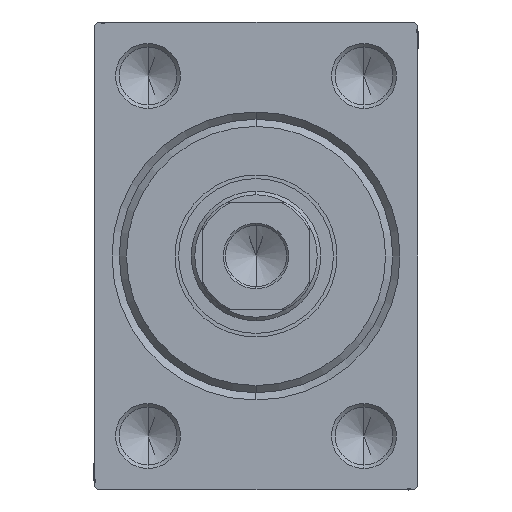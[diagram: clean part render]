
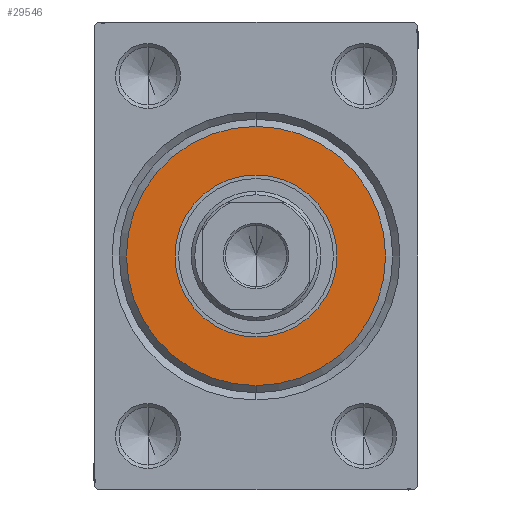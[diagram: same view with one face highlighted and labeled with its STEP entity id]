
A CAD part, left-side view. The second image highlights one B-rep face of the part: STEP entity #29546.
In plain terms, the highlighted face is planar.
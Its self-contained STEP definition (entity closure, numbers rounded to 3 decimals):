
#272 = EDGE_CURVE ( 'NONE', #30673, #11305, #22341, .T. ) ;
#1122 = DIRECTION ( 'NONE',  ( 0., 0., -1. ) ) ;
#1871 = DIRECTION ( 'NONE',  ( 0., 0., -1. ) ) ;
#2019 = CARTESIAN_POINT ( 'NONE',  ( 3., 0., 0. ) ) ;
#2667 = CIRCLE ( 'NONE', #27988, 11.25 ) ;
#2843 = AXIS2_PLACEMENT_3D ( 'NONE', #8366, #15624, #25792 ) ;
#3009 = CARTESIAN_POINT ( 'NONE',  ( 3., 0., 18. ) ) ;
#3686 = DIRECTION ( 'NONE',  ( 0., 0., -1. ) ) ;
#4375 = CARTESIAN_POINT ( 'NONE',  ( 3., 0., 0. ) ) ;
#4595 = ORIENTED_EDGE ( 'NONE', *, *, #18080, .F. ) ;
#4909 = CARTESIAN_POINT ( 'NONE',  ( 3., 0., 11.25 ) ) ;
#5419 = FACE_OUTER_BOUND ( 'NONE', #32688, .T. ) ;
#6142 = CIRCLE ( 'NONE', #30716, 18. ) ;
#7225 = AXIS2_PLACEMENT_3D ( 'NONE', #2019, #29414, #1122 ) ;
#7995 = ORIENTED_EDGE ( 'NONE', *, *, #272, .F. ) ;
#8366 = CARTESIAN_POINT ( 'NONE',  ( 3., 0., 0. ) ) ;
#8453 = VERTEX_POINT ( 'NONE', #11396 ) ;
#11068 = VERTEX_POINT ( 'NONE', #3009 ) ;
#11305 = VERTEX_POINT ( 'NONE', #19049 ) ;
#11396 = CARTESIAN_POINT ( 'NONE',  ( 3., 0., -18. ) ) ;
#15152 = PLANE ( 'NONE',  #7225 ) ;
#15624 = DIRECTION ( 'NONE',  ( 1., 0., 0. ) ) ;
#15839 = FACE_BOUND ( 'NONE', #35532, .T. ) ;
#17946 = DIRECTION ( 'NONE',  ( 1., 0., 0. ) ) ;
#18080 = EDGE_CURVE ( 'NONE', #11305, #30673, #2667, .T. ) ;
#19049 = CARTESIAN_POINT ( 'NONE',  ( 3., 0., -11.25 ) ) ;
#19949 = ORIENTED_EDGE ( 'NONE', *, *, #43554, .T. ) ;
#22341 = CIRCLE ( 'NONE', #2843, 11.25 ) ;
#22932 = ORIENTED_EDGE ( 'NONE', *, *, #39807, .T. ) ;
#24293 = CARTESIAN_POINT ( 'NONE',  ( 3., 0., 0. ) ) ;
#25792 = DIRECTION ( 'NONE',  ( 0., 0., -1. ) ) ;
#25859 = DIRECTION ( 'NONE',  ( 1., 0., 0. ) ) ;
#27988 = AXIS2_PLACEMENT_3D ( 'NONE', #31539, #17946, #28140 ) ;
#28140 = DIRECTION ( 'NONE',  ( 0., 0., -1. ) ) ;
#29414 = DIRECTION ( 'NONE',  ( 1., 0., 0. ) ) ;
#29546 = ADVANCED_FACE ( 'NONE', ( #5419, #15839 ), #15152, .T. ) ;
#30673 = VERTEX_POINT ( 'NONE', #4909 ) ;
#30716 = AXIS2_PLACEMENT_3D ( 'NONE', #24293, #34707, #3686 ) ;
#31539 = CARTESIAN_POINT ( 'NONE',  ( 3., 0., 0. ) ) ;
#32063 = AXIS2_PLACEMENT_3D ( 'NONE', #4375, #25859, #1871 ) ;
#32688 = EDGE_LOOP ( 'NONE', ( #19949, #22932 ) ) ;
#34707 = DIRECTION ( 'NONE',  ( 1., 0., 0. ) ) ;
#35532 = EDGE_LOOP ( 'NONE', ( #4595, #7995 ) ) ;
#39807 = EDGE_CURVE ( 'NONE', #8453, #11068, #44350, .T. ) ;
#43554 = EDGE_CURVE ( 'NONE', #11068, #8453, #6142, .T. ) ;
#44350 = CIRCLE ( 'NONE', #32063, 18. ) ;
